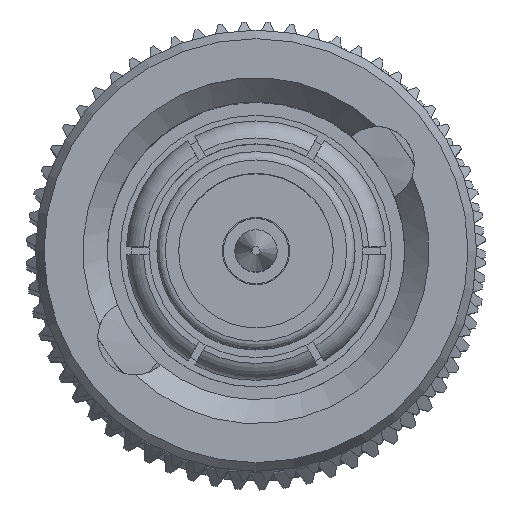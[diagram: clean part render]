
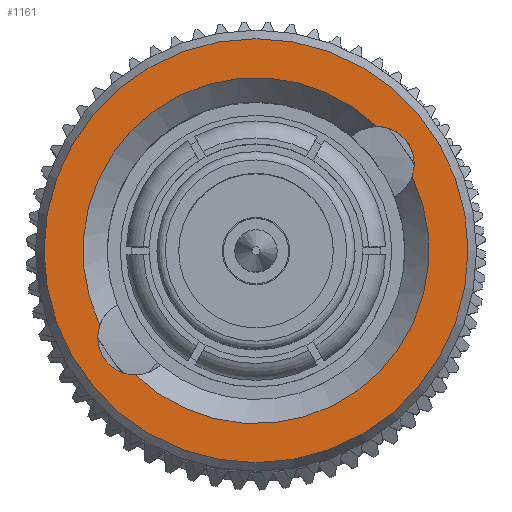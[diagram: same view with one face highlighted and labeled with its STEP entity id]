
A CAD part, top view. The second image highlights one B-rep face of the part: STEP entity #1161.
In plain terms, the highlighted face is planar.
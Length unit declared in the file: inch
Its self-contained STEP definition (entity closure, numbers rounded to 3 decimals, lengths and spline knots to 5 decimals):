
#77 = CARTESIAN_POINT ( 'NONE',  ( 0.047, 0., 0. ) ) ;
#716 = DIRECTION ( 'NONE',  ( 0., 0., -1. ) ) ;
#1161 = ADVANCED_FACE ( 'NONE', ( #27221, #30234 ), #12906, .F. ) ;
#1568 = CARTESIAN_POINT ( 'NONE',  ( 0.047, 0.15021, -0.10789 ) ) ;
#2985 = AXIS2_PLACEMENT_3D ( 'NONE', #8223, #8540, #20418 ) ;
#3788 = DIRECTION ( 'NONE',  ( 1., 0., 0. ) ) ;
#3797 = AXIS2_PLACEMENT_3D ( 'NONE', #77, #21537, #9653 ) ;
#4004 = DIRECTION ( 'NONE',  ( 0., 0., -1. ) ) ;
#4403 = ORIENTED_EDGE ( 'NONE', *, *, #27946, .T. ) ;
#4708 = EDGE_LOOP ( 'NONE', ( #7603 ) ) ;
#4819 = CIRCLE ( 'NONE', #2985, 0.21494 ) ;
#5324 = DIRECTION ( 'NONE',  ( 1., 0., 0. ) ) ;
#5684 = VERTEX_POINT ( 'NONE', #23090 ) ;
#5693 = CIRCLE ( 'NONE', #28007, 0.04645 ) ;
#7249 = EDGE_CURVE ( 'NONE', #14334, #5684, #4819, .T. ) ;
#7314 = DIRECTION ( 'NONE',  ( 0., 0., -1. ) ) ;
#7564 = CIRCLE ( 'NONE', #31060, 0.04645 ) ;
#7603 = ORIENTED_EDGE ( 'NONE', *, *, #13100, .F. ) ;
#8223 = CARTESIAN_POINT ( 'NONE',  ( 0.047, 0., 0. ) ) ;
#8313 = CARTESIAN_POINT ( 'NONE',  ( 0.047, 0., -0.26339 ) ) ;
#8540 = DIRECTION ( 'NONE',  ( 1., 0., 0. ) ) ;
#8798 = ORIENTED_EDGE ( 'NONE', *, *, #9408, .T. ) ;
#9057 = CARTESIAN_POINT ( 'NONE',  ( 0.047, -0.19403, 0.09247 ) ) ;
#9408 = EDGE_CURVE ( 'NONE', #13231, #22019, #26768, .T. ) ;
#9571 = EDGE_CURVE ( 'NONE', #5684, #13231, #5693, .T. ) ;
#9653 = DIRECTION ( 'NONE',  ( 0., 0., 1. ) ) ;
#12322 = AXIS2_PLACEMENT_3D ( 'NONE', #18205, #3788, #4004 ) ;
#12906 = PLANE ( 'NONE',  #26435 ) ;
#13100 = EDGE_CURVE ( 'NONE', #31008, #31008, #27019, .T. ) ;
#13231 = VERTEX_POINT ( 'NONE', #9057 ) ;
#14334 = VERTEX_POINT ( 'NONE', #19713 ) ;
#17533 = ORIENTED_EDGE ( 'NONE', *, *, #9571, .T. ) ;
#18205 = CARTESIAN_POINT ( 'NONE',  ( 0.047, 0., 0. ) ) ;
#19713 = CARTESIAN_POINT ( 'NONE',  ( 0.047, 0.19403, -0.09247 ) ) ;
#20418 = DIRECTION ( 'NONE',  ( 0., 0., 1. ) ) ;
#21537 = DIRECTION ( 'NONE',  ( 1., 0., 0. ) ) ;
#22019 = VERTEX_POINT ( 'NONE', #25799 ) ;
#22049 = CARTESIAN_POINT ( 'NONE',  ( 0.047, -0.15021, 0.10789 ) ) ;
#23090 = CARTESIAN_POINT ( 'NONE',  ( 0.047, -0.14961, 0.15433 ) ) ;
#25645 = DIRECTION ( 'NONE',  ( 0., 0., -1. ) ) ;
#25799 = CARTESIAN_POINT ( 'NONE',  ( 0.047, 0.14961, -0.15433 ) ) ;
#26435 = AXIS2_PLACEMENT_3D ( 'NONE', #29534, #27222, #716 ) ;
#26768 = CIRCLE ( 'NONE', #3797, 0.21494 ) ;
#27019 = CIRCLE ( 'NONE', #12322, 0.26339 ) ;
#27221 = FACE_OUTER_BOUND ( 'NONE', #4708, .T. ) ;
#27222 = DIRECTION ( 'NONE',  ( 1., 0., 0. ) ) ;
#27858 = DIRECTION ( 'NONE',  ( 1., 0., 0. ) ) ;
#27946 = EDGE_CURVE ( 'NONE', #22019, #14334, #7564, .T. ) ;
#28007 = AXIS2_PLACEMENT_3D ( 'NONE', #22049, #5324, #7314 ) ;
#28208 = EDGE_LOOP ( 'NONE', ( #30378, #17533, #8798, #4403 ) ) ;
#29534 = CARTESIAN_POINT ( 'NONE',  ( 0.047, 0., -0.26339 ) ) ;
#30234 = FACE_BOUND ( 'NONE', #28208, .T. ) ;
#30378 = ORIENTED_EDGE ( 'NONE', *, *, #7249, .T. ) ;
#31008 = VERTEX_POINT ( 'NONE', #8313 ) ;
#31060 = AXIS2_PLACEMENT_3D ( 'NONE', #1568, #27858, #25645 ) ;
